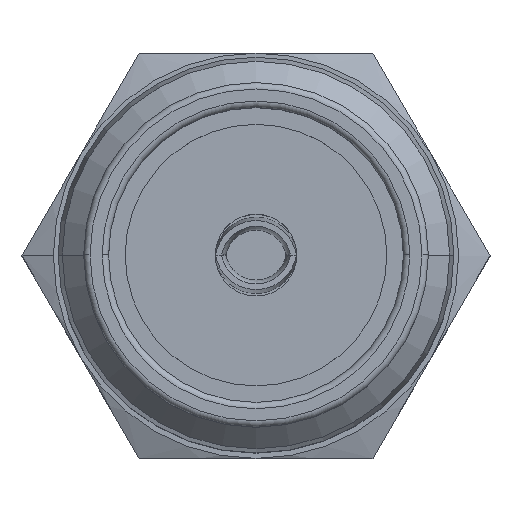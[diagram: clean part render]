
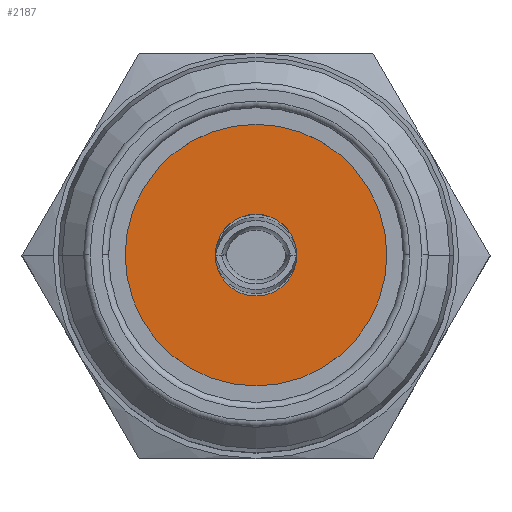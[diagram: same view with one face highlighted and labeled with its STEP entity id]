
A CAD part, top view. The second image highlights one B-rep face of the part: STEP entity #2187.
In plain terms, the highlighted planar face has unit normal (0, 0, 1).
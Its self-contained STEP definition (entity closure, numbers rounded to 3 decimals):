
#94 = CARTESIAN_POINT ( 'NONE',  ( 0., 0., -2. ) ) ;
#249 = CARTESIAN_POINT ( 'NONE',  ( -2.05, 0., -2. ) ) ;
#260 = CARTESIAN_POINT ( 'NONE',  ( 0., 0., -2. ) ) ;
#355 = EDGE_LOOP ( 'NONE', ( #2232, #1835 ) ) ;
#389 = AXIS2_PLACEMENT_3D ( 'NONE', #260, #1208, #1911 ) ;
#392 = ORIENTED_EDGE ( 'NONE', *, *, #1131, .T. ) ;
#414 = DIRECTION ( 'NONE',  ( -1., 0., 0. ) ) ;
#429 = DIRECTION ( 'NONE',  ( 0., 0., -1. ) ) ;
#625 = CIRCLE ( 'NONE', #3105, 0.64 ) ;
#691 = EDGE_CURVE ( 'NONE', #2816, #1067, #3046, .T. ) ;
#696 = PLANE ( 'NONE',  #1096 ) ;
#892 = CARTESIAN_POINT ( 'NONE',  ( 0., 0., -2. ) ) ;
#1044 = FACE_OUTER_BOUND ( 'NONE', #1969, .T. ) ;
#1067 = VERTEX_POINT ( 'NONE', #3114 ) ;
#1096 = AXIS2_PLACEMENT_3D ( 'NONE', #2296, #429, #414 ) ;
#1131 = EDGE_CURVE ( 'NONE', #2325, #3146, #2419, .T. ) ;
#1208 = DIRECTION ( 'NONE',  ( 0., 0., 1. ) ) ;
#1280 = DIRECTION ( 'NONE',  ( 1., 0., 0. ) ) ;
#1352 = CARTESIAN_POINT ( 'NONE',  ( -0.64, 0., -2. ) ) ;
#1417 = CARTESIAN_POINT ( 'NONE',  ( 2.05, 0., -2. ) ) ;
#1457 = DIRECTION ( 'NONE',  ( 1., 0., 0. ) ) ;
#1796 = DIRECTION ( 'NONE',  ( 0., 0., 1. ) ) ;
#1835 = ORIENTED_EDGE ( 'NONE', *, *, #691, .F. ) ;
#1894 = DIRECTION ( 'NONE',  ( 1., 0., 0. ) ) ;
#1911 = DIRECTION ( 'NONE',  ( 1., 0., 0. ) ) ;
#1969 = EDGE_LOOP ( 'NONE', ( #392, #2699 ) ) ;
#2099 = AXIS2_PLACEMENT_3D ( 'NONE', #892, #2799, #1457 ) ;
#2187 = ADVANCED_FACE ( 'NONE', ( #3039, #1044 ), #696, .F. ) ;
#2192 = CIRCLE ( 'NONE', #3359, 2.05 ) ;
#2232 = ORIENTED_EDGE ( 'NONE', *, *, #3001, .F. ) ;
#2296 = CARTESIAN_POINT ( 'NONE',  ( 0., 0.64, -2. ) ) ;
#2325 = VERTEX_POINT ( 'NONE', #1417 ) ;
#2419 = CIRCLE ( 'NONE', #2099, 2.05 ) ;
#2699 = ORIENTED_EDGE ( 'NONE', *, *, #3083, .T. ) ;
#2741 = DIRECTION ( 'NONE',  ( 0., 0., 1. ) ) ;
#2799 = DIRECTION ( 'NONE',  ( 0., 0., 1. ) ) ;
#2816 = VERTEX_POINT ( 'NONE', #1352 ) ;
#3001 = EDGE_CURVE ( 'NONE', #1067, #2816, #625, .T. ) ;
#3039 = FACE_BOUND ( 'NONE', #355, .T. ) ;
#3046 = CIRCLE ( 'NONE', #389, 0.64 ) ;
#3083 = EDGE_CURVE ( 'NONE', #3146, #2325, #2192, .T. ) ;
#3084 = CARTESIAN_POINT ( 'NONE',  ( 0., 0., -2. ) ) ;
#3105 = AXIS2_PLACEMENT_3D ( 'NONE', #94, #2741, #1894 ) ;
#3114 = CARTESIAN_POINT ( 'NONE',  ( 0.64, 0., -2. ) ) ;
#3146 = VERTEX_POINT ( 'NONE', #249 ) ;
#3359 = AXIS2_PLACEMENT_3D ( 'NONE', #3084, #1796, #1280 ) ;
